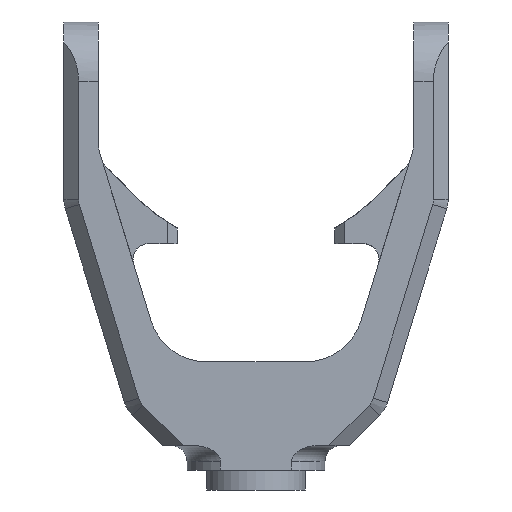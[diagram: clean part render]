
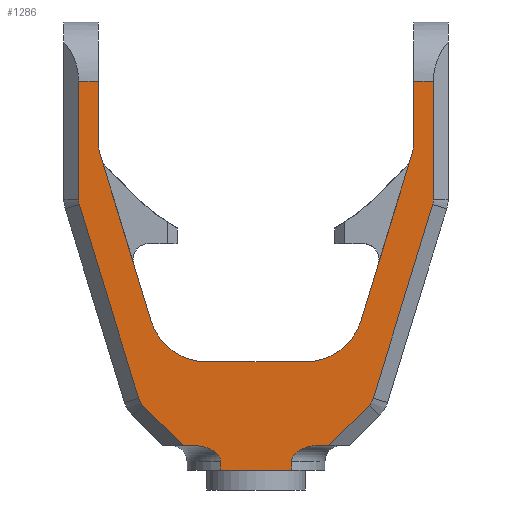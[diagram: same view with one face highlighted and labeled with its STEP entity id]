
A CAD part, front view. The second image highlights one B-rep face of the part: STEP entity #1286.
In plain terms, the highlighted planar face has unit normal (0, -1, 0).
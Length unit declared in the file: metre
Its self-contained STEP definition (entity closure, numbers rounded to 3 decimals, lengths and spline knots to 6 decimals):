
#74=CIRCLE('',#1385,0.001675);
#75=CIRCLE('',#1386,0.001675);
#76=CIRCLE('',#1387,0.001588);
#77=CIRCLE('',#1388,0.005919);
#78=CIRCLE('',#1389,0.005919);
#79=CIRCLE('',#1390,0.001588);
#80=CIRCLE('',#1391,0.001675);
#81=CIRCLE('',#1392,0.001675);
#122=B_SPLINE_CURVE_WITH_KNOTS('',3,(#1961,#1962,#1963,#1964,#1965,#1966,
#1967),.UNSPECIFIED.,.F.,.F.,(4,1,1,1,4),(0.,0.000813,0.001625,
0.002438,0.00325),.UNSPECIFIED.);
#123=B_SPLINE_CURVE_WITH_KNOTS('',3,(#2015,#2016,#2017,#2018,#2019,#2020),
 .UNSPECIFIED.,.F.,.F.,(4,1,1,4),(0.,0.001611,0.002417,
0.003222),.UNSPECIFIED.);
#170=ORIENTED_EDGE('',*,*,#554,.F.);
#171=ORIENTED_EDGE('',*,*,#555,.F.);
#172=ORIENTED_EDGE('',*,*,#556,.T.);
#173=ORIENTED_EDGE('',*,*,#557,.F.);
#174=ORIENTED_EDGE('',*,*,#558,.T.);
#175=ORIENTED_EDGE('',*,*,#559,.T.);
#176=ORIENTED_EDGE('',*,*,#560,.T.);
#177=ORIENTED_EDGE('',*,*,#561,.T.);
#178=ORIENTED_EDGE('',*,*,#562,.T.);
#179=ORIENTED_EDGE('',*,*,#563,.T.);
#180=ORIENTED_EDGE('',*,*,#564,.F.);
#181=ORIENTED_EDGE('',*,*,#565,.T.);
#182=ORIENTED_EDGE('',*,*,#566,.F.);
#183=ORIENTED_EDGE('',*,*,#567,.F.);
#184=ORIENTED_EDGE('',*,*,#568,.F.);
#185=ORIENTED_EDGE('',*,*,#569,.F.);
#186=ORIENTED_EDGE('',*,*,#570,.F.);
#187=ORIENTED_EDGE('',*,*,#571,.T.);
#188=ORIENTED_EDGE('',*,*,#572,.F.);
#189=ORIENTED_EDGE('',*,*,#573,.T.);
#190=ORIENTED_EDGE('',*,*,#574,.T.);
#191=ORIENTED_EDGE('',*,*,#575,.T.);
#192=ORIENTED_EDGE('',*,*,#576,.T.);
#193=ORIENTED_EDGE('',*,*,#577,.T.);
#194=ORIENTED_EDGE('',*,*,#578,.T.);
#195=ORIENTED_EDGE('',*,*,#579,.F.);
#196=ORIENTED_EDGE('',*,*,#580,.T.);
#197=ORIENTED_EDGE('',*,*,#581,.F.);
#554=EDGE_CURVE('',#746,#747,#862,.T.);
#555=EDGE_CURVE('',#748,#746,#863,.T.);
#556=EDGE_CURVE('',#748,#749,#122,.T.);
#557=EDGE_CURVE('',#750,#749,#864,.T.);
#558=EDGE_CURVE('',#750,#751,#865,.T.);
#559=EDGE_CURVE('',#751,#752,#74,.F.);
#560=EDGE_CURVE('',#752,#753,#866,.T.);
#561=EDGE_CURVE('',#753,#754,#75,.F.);
#562=EDGE_CURVE('',#754,#755,#867,.T.);
#563=EDGE_CURVE('',#755,#756,#868,.F.);
#564=EDGE_CURVE('',#757,#756,#869,.T.);
#565=EDGE_CURVE('',#757,#758,#76,.T.);
#566=EDGE_CURVE('',#759,#758,#870,.T.);
#567=EDGE_CURVE('',#760,#759,#77,.T.);
#568=EDGE_CURVE('',#761,#760,#871,.T.);
#569=EDGE_CURVE('',#762,#761,#78,.T.);
#570=EDGE_CURVE('',#763,#762,#872,.T.);
#571=EDGE_CURVE('',#763,#764,#79,.T.);
#572=EDGE_CURVE('',#765,#764,#873,.T.);
#573=EDGE_CURVE('',#765,#766,#874,.F.);
#574=EDGE_CURVE('',#766,#767,#875,.T.);
#575=EDGE_CURVE('',#767,#768,#80,.F.);
#576=EDGE_CURVE('',#768,#769,#876,.T.);
#577=EDGE_CURVE('',#769,#770,#81,.F.);
#578=EDGE_CURVE('',#770,#771,#877,.T.);
#579=EDGE_CURVE('',#772,#771,#878,.T.);
#580=EDGE_CURVE('',#772,#773,#123,.T.);
#581=EDGE_CURVE('',#747,#773,#879,.F.);
#746=VERTEX_POINT('',#1957);
#747=VERTEX_POINT('',#1958);
#748=VERTEX_POINT('',#1960);
#749=VERTEX_POINT('',#1968);
#750=VERTEX_POINT('',#1970);
#751=VERTEX_POINT('',#1972);
#752=VERTEX_POINT('',#1974);
#753=VERTEX_POINT('',#1976);
#754=VERTEX_POINT('',#1978);
#755=VERTEX_POINT('',#1980);
#756=VERTEX_POINT('',#1982);
#757=VERTEX_POINT('',#1984);
#758=VERTEX_POINT('',#1986);
#759=VERTEX_POINT('',#1988);
#760=VERTEX_POINT('',#1990);
#761=VERTEX_POINT('',#1992);
#762=VERTEX_POINT('',#1994);
#763=VERTEX_POINT('',#1996);
#764=VERTEX_POINT('',#1998);
#765=VERTEX_POINT('',#2000);
#766=VERTEX_POINT('',#2002);
#767=VERTEX_POINT('',#2004);
#768=VERTEX_POINT('',#2006);
#769=VERTEX_POINT('',#2008);
#770=VERTEX_POINT('',#2010);
#771=VERTEX_POINT('',#2012);
#772=VERTEX_POINT('',#2014);
#773=VERTEX_POINT('',#2021);
#862=LINE('',#1956,#972);
#863=LINE('',#1959,#973);
#864=LINE('',#1969,#974);
#865=LINE('',#1971,#975);
#866=LINE('',#1975,#976);
#867=LINE('',#1979,#977);
#868=LINE('',#1981,#978);
#869=LINE('',#1983,#979);
#870=LINE('',#1987,#980);
#871=LINE('',#1991,#981);
#872=LINE('',#1995,#982);
#873=LINE('',#1999,#983);
#874=LINE('',#2001,#984);
#875=LINE('',#2003,#985);
#876=LINE('',#2007,#986);
#877=LINE('',#2011,#987);
#878=LINE('',#2013,#988);
#879=LINE('',#2022,#989);
#972=VECTOR('',#1548,1.);
#973=VECTOR('',#1549,1.);
#974=VECTOR('',#1550,1.);
#975=VECTOR('',#1551,1.);
#976=VECTOR('',#1554,1.);
#977=VECTOR('',#1557,1.);
#978=VECTOR('',#1558,1.);
#979=VECTOR('',#1559,1.);
#980=VECTOR('',#1562,1.);
#981=VECTOR('',#1565,1.);
#982=VECTOR('',#1568,1.);
#983=VECTOR('',#1571,1.);
#984=VECTOR('',#1572,1.);
#985=VECTOR('',#1573,1.);
#986=VECTOR('',#1576,1.);
#987=VECTOR('',#1579,1.);
#988=VECTOR('',#1580,1.);
#989=VECTOR('',#1581,1.);
#1065=EDGE_LOOP('',(#170,#171,#172,#173,#174,#175,#176,#177,#178,#179,#180,
#181,#182,#183,#184,#185,#186,#187,#188,#189,#190,#191,#192,#193,#194,#195,
#196,#197));
#1157=FACE_BOUND('',#1065,.T.);
#1249=PLANE('',#1384);
#1286=ADVANCED_FACE('',(#1157),#1249,.F.);
#1384=AXIS2_PLACEMENT_3D('',#1955,#1546,#1547);
#1385=AXIS2_PLACEMENT_3D('',#1973,#1552,#1553);
#1386=AXIS2_PLACEMENT_3D('',#1977,#1555,#1556);
#1387=AXIS2_PLACEMENT_3D('',#1985,#1560,#1561);
#1388=AXIS2_PLACEMENT_3D('',#1989,#1563,#1564);
#1389=AXIS2_PLACEMENT_3D('',#1993,#1566,#1567);
#1390=AXIS2_PLACEMENT_3D('',#1997,#1569,#1570);
#1391=AXIS2_PLACEMENT_3D('',#2005,#1574,#1575);
#1392=AXIS2_PLACEMENT_3D('',#2009,#1577,#1578);
#1546=DIRECTION('',(0.,1.,0.));
#1547=DIRECTION('',(0.,0.,1.));
#1548=DIRECTION('',(-1.,0.,0.));
#1549=DIRECTION('',(0.,0.,-1.));
#1550=DIRECTION('',(-1.,0.,0.));
#1551=DIRECTION('',(0.707,0.,0.707));
#1552=DIRECTION('',(0.,1.,0.));
#1553=DIRECTION('',(0.,0.,1.));
#1554=DIRECTION('',(0.292,0.,0.956));
#1555=DIRECTION('',(0.,1.,0.));
#1556=DIRECTION('',(0.,0.,1.));
#1557=DIRECTION('',(0.,0.,1.));
#1558=DIRECTION('',(1.,0.,0.));
#1559=DIRECTION('',(0.,0.,1.));
#1560=DIRECTION('',(0.,1.,0.));
#1561=DIRECTION('',(0.,0.,1.));
#1562=DIRECTION('',(0.292,0.,0.956));
#1563=DIRECTION('',(0.,-1.,0.));
#1564=DIRECTION('',(0.,0.,1.));
#1565=DIRECTION('',(1.,0.,0.));
#1566=DIRECTION('',(0.,-1.,0.));
#1567=DIRECTION('',(0.,0.,-1.));
#1568=DIRECTION('',(0.292,0.,-0.956));
#1569=DIRECTION('',(0.,1.,0.));
#1570=DIRECTION('',(0.,0.,1.));
#1571=DIRECTION('',(0.,0.,-1.));
#1572=DIRECTION('',(1.,0.,0.));
#1573=DIRECTION('',(0.,0.,-1.));
#1574=DIRECTION('',(0.,1.,0.));
#1575=DIRECTION('',(0.,0.,1.));
#1576=DIRECTION('',(0.292,0.,-0.956));
#1577=DIRECTION('',(0.,1.,0.));
#1578=DIRECTION('',(0.,0.,1.));
#1579=DIRECTION('',(0.707,0.,-0.707));
#1580=DIRECTION('',(-1.,0.,0.));
#1581=DIRECTION('',(0.,0.,-1.));
#1955=CARTESIAN_POINT('',(-0.016325,-0.006,0.016475));
#1956=CARTESIAN_POINT('',(-0.016325,-0.006,-0.011));
#1957=CARTESIAN_POINT('',(0.003606,-0.006,-0.011));
#1958=CARTESIAN_POINT('',(-0.003606,-0.006,-0.011));
#1959=CARTESIAN_POINT('',(0.003606,-0.006,-0.0085));
#1960=CARTESIAN_POINT('',(0.003606,-0.006,-0.010088));
#1961=CARTESIAN_POINT('',(0.003606,-0.006,-0.010088));
#1962=CARTESIAN_POINT('',(0.003606,-0.006,-0.009812));
#1963=CARTESIAN_POINT('',(0.003894,-0.006,-0.009314));
#1964=CARTESIAN_POINT('',(0.004572,-0.006,-0.008855));
#1965=CARTESIAN_POINT('',(0.005334,-0.006,-0.00857));
#1966=CARTESIAN_POINT('',(0.005872,-0.006,-0.0085));
#1967=CARTESIAN_POINT('',(0.006144,-0.006,-0.0085));
#1968=CARTESIAN_POINT('',(0.006144,-0.006,-0.0085));
#1969=CARTESIAN_POINT('',(-0.016325,-0.006,-0.0085));
#1970=CARTESIAN_POINT('',(0.007379,-0.006,-0.0085));
#1971=CARTESIAN_POINT('',(0.008014,-0.006,-0.007865));
#1972=CARTESIAN_POINT('',(0.011494,-0.006,-0.004384));
#1973=CARTESIAN_POINT('',(0.01031,-0.006,-0.0032));
#1974=CARTESIAN_POINT('',(0.011912,-0.006,-0.00369));
#1975=CARTESIAN_POINT('',(0.015136,-0.006,0.006856));
#1976=CARTESIAN_POINT('',(0.017927,-0.006,0.015985));
#1977=CARTESIAN_POINT('',(0.016325,-0.006,0.016475));
#1978=CARTESIAN_POINT('',(0.018,-0.006,0.016475));
#1979=CARTESIAN_POINT('',(0.018,-0.006,0.016475));
#1980=CARTESIAN_POINT('',(0.018,-0.006,0.0285));
#1981=CARTESIAN_POINT('',(-0.016325,-0.006,0.0285));
#1982=CARTESIAN_POINT('',(0.016,-0.006,0.0285));
#1983=CARTESIAN_POINT('',(0.016,-0.006,0.021654));
#1984=CARTESIAN_POINT('',(0.016,-0.006,0.021891));
#1985=CARTESIAN_POINT('',(0.014413,-0.006,0.021891));
#1986=CARTESIAN_POINT('',(0.015931,-0.006,0.021427));
#1987=CARTESIAN_POINT('',(0.016,-0.006,0.021654));
#1988=CARTESIAN_POINT('',(0.01066,-0.006,0.004188));
#1989=CARTESIAN_POINT('',(0.005,-0.006,0.005919));
#1990=CARTESIAN_POINT('',(0.005,-0.006,0.));
#1991=CARTESIAN_POINT('',(-0.005,-0.006,0.));
#1992=CARTESIAN_POINT('',(-0.005,-0.006,0.));
#1993=CARTESIAN_POINT('',(-0.005,-0.006,0.005919));
#1994=CARTESIAN_POINT('',(-0.01066,-0.006,0.004188));
#1995=CARTESIAN_POINT('',(-0.016,-0.006,0.021654));
#1996=CARTESIAN_POINT('',(-0.015931,-0.006,0.021427));
#1997=CARTESIAN_POINT('',(-0.014413,-0.006,0.021891));
#1998=CARTESIAN_POINT('',(-0.016,-0.006,0.021891));
#1999=CARTESIAN_POINT('',(-0.016,-0.006,0.021654));
#2000=CARTESIAN_POINT('',(-0.016,-0.006,0.0285));
#2001=CARTESIAN_POINT('',(-0.016325,-0.006,0.0285));
#2002=CARTESIAN_POINT('',(-0.018,-0.006,0.0285));
#2003=CARTESIAN_POINT('',(-0.018,-0.006,0.016475));
#2004=CARTESIAN_POINT('',(-0.018,-0.006,0.016475));
#2005=CARTESIAN_POINT('',(-0.016325,-0.006,0.016475));
#2006=CARTESIAN_POINT('',(-0.017927,-0.006,0.015985));
#2007=CARTESIAN_POINT('',(-0.017927,-0.006,0.015985));
#2008=CARTESIAN_POINT('',(-0.011912,-0.006,-0.00369));
#2009=CARTESIAN_POINT('',(-0.01031,-0.006,-0.0032));
#2010=CARTESIAN_POINT('',(-0.011494,-0.006,-0.004384));
#2011=CARTESIAN_POINT('',(-0.024339,-0.006,0.00846));
#2012=CARTESIAN_POINT('',(-0.007379,-0.006,-0.0085));
#2013=CARTESIAN_POINT('',(-0.016325,-0.006,-0.0085));
#2014=CARTESIAN_POINT('',(-0.006144,-0.006,-0.0085));
#2015=CARTESIAN_POINT('',(-0.006144,-0.006,-0.0085));
#2016=CARTESIAN_POINT('',(-0.005599,-0.006,-0.0085));
#2017=CARTESIAN_POINT('',(-0.004799,-0.006,-0.008704));
#2018=CARTESIAN_POINT('',(-0.003897,-0.006,-0.009311));
#2019=CARTESIAN_POINT('',(-0.003606,-0.006,-0.009811));
#2020=CARTESIAN_POINT('',(-0.003606,-0.006,-0.010088));
#2021=CARTESIAN_POINT('',(-0.003606,-0.006,-0.010088));
#2022=CARTESIAN_POINT('',(-0.003606,-0.006,-0.0085));
